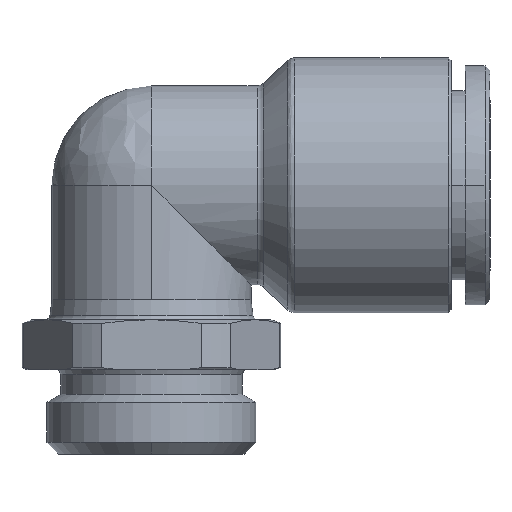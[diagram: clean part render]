
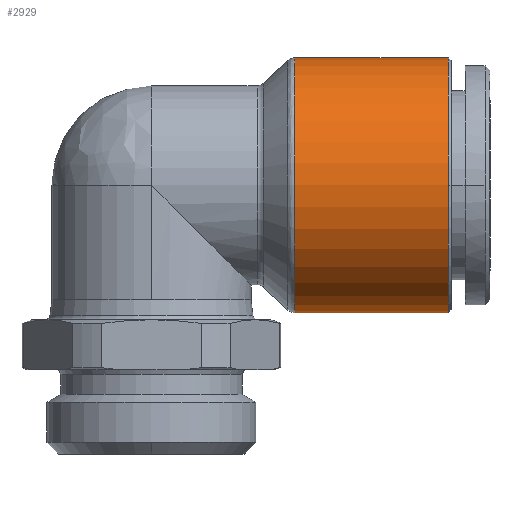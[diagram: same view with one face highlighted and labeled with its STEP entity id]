
A CAD part, front view. The second image highlights one B-rep face of the part: STEP entity #2929.
In plain terms, the highlighted cylindrical face has radius 12.8 mm (diameter 25.6 mm), a partial arc.
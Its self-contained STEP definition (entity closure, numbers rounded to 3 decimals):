
#142 = DIRECTION ( 'NONE',  ( 1., 0., 0. ) ) ;
#604 = EDGE_CURVE ( 'NONE', #6215, #1268, #9544, .T. ) ;
#1268 = VERTEX_POINT ( 'NONE', #8988 ) ;
#1540 = DIRECTION ( 'NONE',  ( 0., 0., 1. ) ) ;
#1644 = ORIENTED_EDGE ( 'NONE', *, *, #3606, .F. ) ;
#1753 = EDGE_LOOP ( 'NONE', ( #11185, #6853, #9203, #1644, #10317 ) ) ;
#1856 = CARTESIAN_POINT ( 'NONE',  ( -20.5, 0., 0. ) ) ;
#2606 = DIRECTION ( 'NONE',  ( 1., 0., 0. ) ) ;
#2879 = VECTOR ( 'NONE', #2606, 1000. ) ;
#2929 = ADVANCED_FACE ( 'NONE', ( #7949 ), #7821, .T. ) ;
#3606 = EDGE_CURVE ( 'NONE', #8386, #7321, #5904, .T. ) ;
#4119 = CARTESIAN_POINT ( 'NONE',  ( -29.3, 0., 0. ) ) ;
#4365 = AXIS2_PLACEMENT_3D ( 'NONE', #4119, #5891, #1540 ) ;
#4528 = DIRECTION ( 'NONE',  ( 0., 0., -1. ) ) ;
#4631 = DIRECTION ( 'NONE',  ( -1., 0., 0. ) ) ;
#4757 = VERTEX_POINT ( 'NONE', #11115 ) ;
#5207 = AXIS2_PLACEMENT_3D ( 'NONE', #5762, #10968, #10075 ) ;
#5259 = CARTESIAN_POINT ( 'NONE',  ( -29.3, 0., -12.8 ) ) ;
#5420 = CARTESIAN_POINT ( 'NONE',  ( -29.3, 0., 0. ) ) ;
#5570 = EDGE_CURVE ( 'NONE', #4757, #8386, #10271, .T. ) ;
#5608 = AXIS2_PLACEMENT_3D ( 'NONE', #5420, #4631, #8093 ) ;
#5762 = CARTESIAN_POINT ( 'NONE',  ( -13.894, 0., 0. ) ) ;
#5891 = DIRECTION ( 'NONE',  ( -1., 0., 0. ) ) ;
#5904 = LINE ( 'NONE', #6058, #2879 ) ;
#6019 = CARTESIAN_POINT ( 'NONE',  ( -29.3, 0., 12.8 ) ) ;
#6058 = CARTESIAN_POINT ( 'NONE',  ( -20.5, 0., -12.8 ) ) ;
#6215 = VERTEX_POINT ( 'NONE', #6019 ) ;
#6351 = EDGE_CURVE ( 'NONE', #6215, #4757, #10686, .T. ) ;
#6519 = CARTESIAN_POINT ( 'NONE',  ( -20.5, 0., 12.8 ) ) ;
#6853 = ORIENTED_EDGE ( 'NONE', *, *, #604, .T. ) ;
#7321 = VERTEX_POINT ( 'NONE', #10184 ) ;
#7338 = CIRCLE ( 'NONE', #5207, 12.8 ) ;
#7786 = EDGE_CURVE ( 'NONE', #1268, #7321, #7338, .T. ) ;
#7821 = CYLINDRICAL_SURFACE ( 'NONE', #9613, 12.8 ) ;
#7949 = FACE_OUTER_BOUND ( 'NONE', #1753, .T. ) ;
#7974 = DIRECTION ( 'NONE',  ( 1., 0., 0. ) ) ;
#8093 = DIRECTION ( 'NONE',  ( 0., 0., 1. ) ) ;
#8386 = VERTEX_POINT ( 'NONE', #5259 ) ;
#8988 = CARTESIAN_POINT ( 'NONE',  ( -13.894, 0., 12.8 ) ) ;
#9203 = ORIENTED_EDGE ( 'NONE', *, *, #7786, .T. ) ;
#9544 = LINE ( 'NONE', #6519, #11172 ) ;
#9613 = AXIS2_PLACEMENT_3D ( 'NONE', #1856, #142, #4528 ) ;
#10075 = DIRECTION ( 'NONE',  ( 0., 0., -1. ) ) ;
#10184 = CARTESIAN_POINT ( 'NONE',  ( -13.894, 0., -12.8 ) ) ;
#10271 = CIRCLE ( 'NONE', #5608, 12.8 ) ;
#10317 = ORIENTED_EDGE ( 'NONE', *, *, #5570, .F. ) ;
#10686 = CIRCLE ( 'NONE', #4365, 12.8 ) ;
#10968 = DIRECTION ( 'NONE',  ( -1., 0., 0. ) ) ;
#11115 = CARTESIAN_POINT ( 'NONE',  ( -29.3, 12.8, 0. ) ) ;
#11172 = VECTOR ( 'NONE', #7974, 1000. ) ;
#11185 = ORIENTED_EDGE ( 'NONE', *, *, #6351, .F. ) ;
